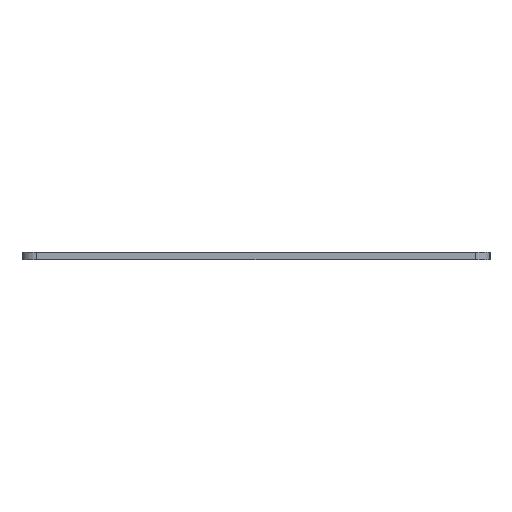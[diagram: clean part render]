
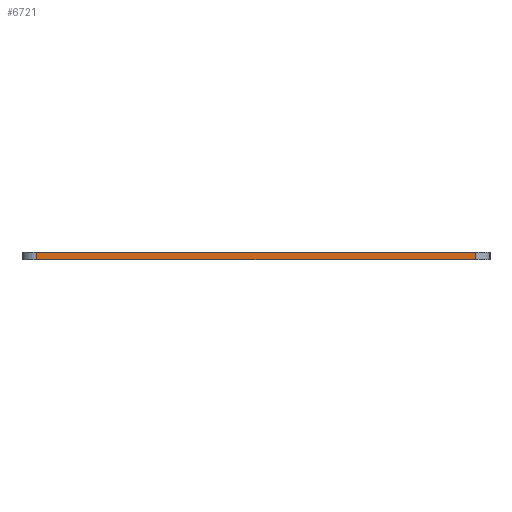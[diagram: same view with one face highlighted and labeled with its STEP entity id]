
A CAD part, left-side view. The second image highlights one B-rep face of the part: STEP entity #6721.
In plain terms, the highlighted planar face has unit normal (-1, 0, 0).
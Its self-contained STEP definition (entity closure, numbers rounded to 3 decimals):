
#335 = CARTESIAN_POINT ( 'NONE',  ( 0., -3., 1.6 ) ) ;
#336 = VERTEX_POINT ( 'NONE', #895 ) ;
#627 = ORIENTED_EDGE ( 'NONE', *, *, #3892, .T. ) ;
#870 = CARTESIAN_POINT ( 'NONE',  ( 0., -92.25, 0. ) ) ;
#895 = CARTESIAN_POINT ( 'NONE',  ( 0., -3., 1.6 ) ) ;
#1274 = CARTESIAN_POINT ( 'NONE',  ( 0., -92.25, 1.6 ) ) ;
#1570 = AXIS2_PLACEMENT_3D ( 'NONE', #335, #4228, #7329 ) ;
#1800 = DIRECTION ( 'NONE',  ( 0., 0., -1. ) ) ;
#2227 = EDGE_CURVE ( 'NONE', #336, #6084, #7277, .T. ) ;
#2660 = EDGE_CURVE ( 'NONE', #7957, #8588, #7350, .T. ) ;
#2696 = LINE ( 'NONE', #3613, #4294 ) ;
#2874 = EDGE_CURVE ( 'NONE', #336, #7957, #9973, .T. ) ;
#3602 = VECTOR ( 'NONE', #9163, 1000. ) ;
#3613 = CARTESIAN_POINT ( 'NONE',  ( 0., -3., 0. ) ) ;
#3752 = CARTESIAN_POINT ( 'NONE',  ( 0., -3., 0. ) ) ;
#3892 = EDGE_CURVE ( 'NONE', #6084, #8588, #2696, .T. ) ;
#4228 = DIRECTION ( 'NONE',  ( 1., 0., 0. ) ) ;
#4294 = VECTOR ( 'NONE', #6548, 1000. ) ;
#4385 = ORIENTED_EDGE ( 'NONE', *, *, #2660, .F. ) ;
#4408 = DIRECTION ( 'NONE',  ( 0., 0., -1. ) ) ;
#5362 = VECTOR ( 'NONE', #4408, 1000. ) ;
#5424 = ORIENTED_EDGE ( 'NONE', *, *, #2874, .F. ) ;
#5702 = CARTESIAN_POINT ( 'NONE',  ( 0., -92.25, 1.6 ) ) ;
#6084 = VERTEX_POINT ( 'NONE', #3752 ) ;
#6548 = DIRECTION ( 'NONE',  ( 0., -1., 0. ) ) ;
#6569 = PLANE ( 'NONE',  #1570 ) ;
#6721 = ADVANCED_FACE ( 'NONE', ( #9651 ), #6569, .F. ) ;
#6842 = CARTESIAN_POINT ( 'NONE',  ( 0., -3., 1.6 ) ) ;
#7277 = LINE ( 'NONE', #8834, #9292 ) ;
#7329 = DIRECTION ( 'NONE',  ( 0., 0., -1. ) ) ;
#7350 = LINE ( 'NONE', #1274, #5362 ) ;
#7780 = ORIENTED_EDGE ( 'NONE', *, *, #2227, .T. ) ;
#7957 = VERTEX_POINT ( 'NONE', #5702 ) ;
#8588 = VERTEX_POINT ( 'NONE', #870 ) ;
#8834 = CARTESIAN_POINT ( 'NONE',  ( 0., -3., 1.6 ) ) ;
#8949 = EDGE_LOOP ( 'NONE', ( #627, #4385, #5424, #7780 ) ) ;
#9163 = DIRECTION ( 'NONE',  ( 0., -1., 0. ) ) ;
#9292 = VECTOR ( 'NONE', #1800, 1000. ) ;
#9651 = FACE_OUTER_BOUND ( 'NONE', #8949, .T. ) ;
#9973 = LINE ( 'NONE', #6842, #3602 ) ;
